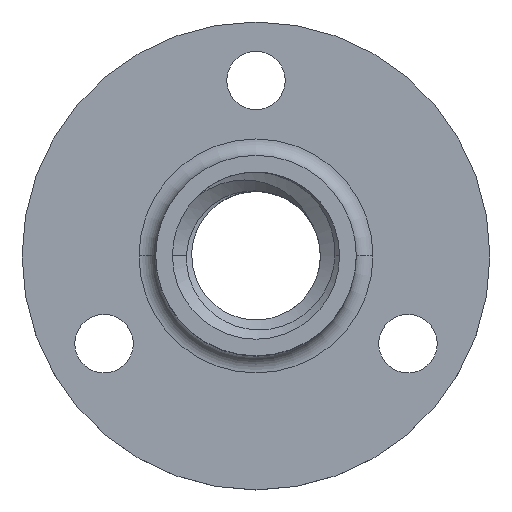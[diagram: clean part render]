
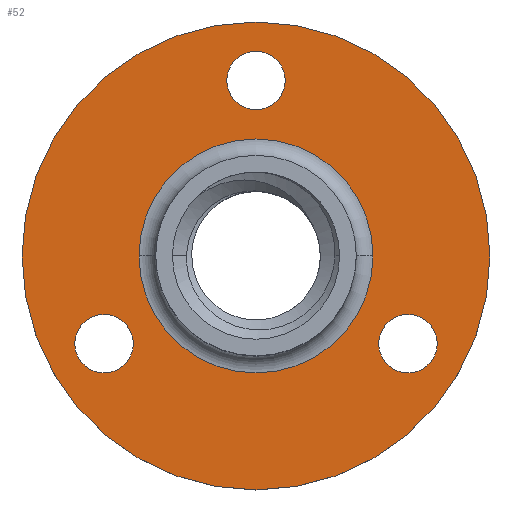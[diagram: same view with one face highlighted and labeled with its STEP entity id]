
A CAD part, top view. The second image highlights one B-rep face of the part: STEP entity #52.
In plain terms, the highlighted planar face has unit normal (0, 0, 1).
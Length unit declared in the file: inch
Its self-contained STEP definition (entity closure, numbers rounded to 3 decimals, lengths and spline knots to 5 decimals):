
#52 = ADVANCED_FACE ( 'NONE', ( #1887, #1874, #1872, #1869, #1883 ), #330, .T. ) ;
#141 = CARTESIAN_POINT ( 'NONE',  ( -0.05469, 0.32813, 0.0625 ) ) ;
#151 = CARTESIAN_POINT ( 'NONE',  ( 0., 0., 0.0625 ) ) ;
#170 = CARTESIAN_POINT ( 'NONE',  ( -0.33885, -0.16406, 0.0625 ) ) ;
#179 = CARTESIAN_POINT ( 'NONE',  ( 0., 0., 0.0625 ) ) ;
#201 = DIRECTION ( 'NONE',  ( 1., 0., 0. ) ) ;
#211 = CARTESIAN_POINT ( 'NONE',  ( 0.4375, 0., 0.0625 ) ) ;
#229 = DIRECTION ( 'NONE',  ( 0., 0., 1. ) ) ;
#233 = DIRECTION ( 'NONE',  ( 1., 0., 0. ) ) ;
#243 = CARTESIAN_POINT ( 'NONE',  ( 0.05469, 0.32813, 0.0625 ) ) ;
#248 = DIRECTION ( 'NONE',  ( 1., 0., 0. ) ) ;
#330 = PLANE ( 'NONE',  #1971 ) ;
#340 = CARTESIAN_POINT ( 'NONE',  ( -0.28416, -0.16406, 0.0625 ) ) ;
#347 = DIRECTION ( 'NONE',  ( 0., 0., -1. ) ) ;
#368 = DIRECTION ( 'NONE',  ( 1., 0., 0. ) ) ;
#390 = DIRECTION ( 'NONE',  ( 1., 0., 0. ) ) ;
#406 = DIRECTION ( 'NONE',  ( 1., 0., 0. ) ) ;
#418 = DIRECTION ( 'NONE',  ( 0., 0., -1. ) ) ;
#476 = DIRECTION ( 'NONE',  ( 1., 0., 0. ) ) ;
#477 = DIRECTION ( 'NONE',  ( 0., 0., -1. ) ) ;
#512 = CARTESIAN_POINT ( 'NONE',  ( 0.21875, 0., 0.0625 ) ) ;
#514 = CARTESIAN_POINT ( 'NONE',  ( 0.28416, -0.16406, 0.0625 ) ) ;
#520 = CARTESIAN_POINT ( 'NONE',  ( -0.21875, 0., 0.0625 ) ) ;
#521 = CARTESIAN_POINT ( 'NONE',  ( -0.28416, -0.16406, 0.0625 ) ) ;
#536 = CARTESIAN_POINT ( 'NONE',  ( 0., 0.32813, 0.0625 ) ) ;
#550 = CARTESIAN_POINT ( 'NONE',  ( 0.22948, -0.16406, 0.0625 ) ) ;
#585 = CARTESIAN_POINT ( 'NONE',  ( 0.28416, -0.16406, 0.0625 ) ) ;
#590 = DIRECTION ( 'NONE',  ( 1., 0., 0. ) ) ;
#592 = DIRECTION ( 'NONE',  ( 0., 0., 1. ) ) ;
#619 = CARTESIAN_POINT ( 'NONE',  ( -0.22948, -0.16406, 0.0625 ) ) ;
#641 = DIRECTION ( 'NONE',  ( 0., 0., -1. ) ) ;
#651 = DIRECTION ( 'NONE',  ( 0., 0., -1. ) ) ;
#709 = DIRECTION ( 'NONE',  ( 0., 0., -1. ) ) ;
#734 = CARTESIAN_POINT ( 'NONE',  ( 0., 0., 0.0625 ) ) ;
#736 = CARTESIAN_POINT ( 'NONE',  ( 0.33885, -0.16406, 0.0625 ) ) ;
#761 = DIRECTION ( 'NONE',  ( 0., 0., -1. ) ) ;
#857 = DIRECTION ( 'NONE',  ( 1., 0., 0. ) ) ;
#924 = DIRECTION ( 'NONE',  ( 1., 0., 0. ) ) ;
#946 = CARTESIAN_POINT ( 'NONE',  ( 0., 0., 0.0625 ) ) ;
#1037 = DIRECTION ( 'NONE',  ( 0., 0., 1. ) ) ;
#1096 = CARTESIAN_POINT ( 'NONE',  ( 0., 0., 0.0625 ) ) ;
#1134 = DIRECTION ( 'NONE',  ( 1., 0., 0. ) ) ;
#1135 = DIRECTION ( 'NONE',  ( 0., 0., -1. ) ) ;
#1203 = CARTESIAN_POINT ( 'NONE',  ( -0.4375, 0., 0.0625 ) ) ;
#1249 = CARTESIAN_POINT ( 'NONE',  ( 0., 0.32813, 0.0625 ) ) ;
#1417 = ORIENTED_EDGE ( 'NONE', *, *, #2140, .T. ) ;
#1426 = EDGE_LOOP ( 'NONE', ( #1530, #1601 ) ) ;
#1475 = ORIENTED_EDGE ( 'NONE', *, *, #2107, .T. ) ;
#1508 = ORIENTED_EDGE ( 'NONE', *, *, #2060, .T. ) ;
#1510 = EDGE_LOOP ( 'NONE', ( #1567, #1417 ) ) ;
#1530 = ORIENTED_EDGE ( 'NONE', *, *, #1943, .T. ) ;
#1545 = ORIENTED_EDGE ( 'NONE', *, *, #2063, .T. ) ;
#1560 = EDGE_LOOP ( 'NONE', ( #1475, #1576 ) ) ;
#1567 = ORIENTED_EDGE ( 'NONE', *, *, #2066, .T. ) ;
#1574 = EDGE_LOOP ( 'NONE', ( #1619, #1508 ) ) ;
#1576 = ORIENTED_EDGE ( 'NONE', *, *, #2064, .T. ) ;
#1601 = ORIENTED_EDGE ( 'NONE', *, *, #2097, .T. ) ;
#1619 = ORIENTED_EDGE ( 'NONE', *, *, #1998, .T. ) ;
#1620 = ORIENTED_EDGE ( 'NONE', *, *, #2114, .T. ) ;
#1669 = EDGE_LOOP ( 'NONE', ( #1620, #1545 ) ) ;
#1688 = CIRCLE ( 'NONE', #2071, 0.21875 ) ;
#1695 = CIRCLE ( 'NONE', #2117, 0.05469 ) ;
#1704 = CIRCLE ( 'NONE', #1962, 0.4375 ) ;
#1735 = CIRCLE ( 'NONE', #2057, 0.05469 ) ;
#1738 = CIRCLE ( 'NONE', #2027, 0.05469 ) ;
#1740 = CIRCLE ( 'NONE', #1954, 0.21875 ) ;
#1743 = CIRCLE ( 'NONE', #2126, 0.05469 ) ;
#1789 = CIRCLE ( 'NONE', #2072, 0.05469 ) ;
#1824 = CIRCLE ( 'NONE', #1931, 0.05469 ) ;
#1832 = CIRCLE ( 'NONE', #2034, 0.4375 ) ;
#1869 = FACE_BOUND ( 'NONE', #1574, .T. ) ;
#1872 = FACE_BOUND ( 'NONE', #1669, .T. ) ;
#1874 = FACE_OUTER_BOUND ( 'NONE', #1426, .T. ) ;
#1883 = FACE_BOUND ( 'NONE', #1560, .T. ) ;
#1887 = FACE_BOUND ( 'NONE', #1510, .T. ) ;
#1931 = AXIS2_PLACEMENT_3D ( 'NONE', #521, #418, #406 ) ;
#1943 = EDGE_CURVE ( 'NONE', #2257, #2262, #1832, .T. ) ;
#1954 = AXIS2_PLACEMENT_3D ( 'NONE', #734, #641, #201 ) ;
#1962 = AXIS2_PLACEMENT_3D ( 'NONE', #946, #229, #233 ) ;
#1971 = AXIS2_PLACEMENT_3D ( 'NONE', #151, #592, #248 ) ;
#1998 = EDGE_CURVE ( 'NONE', #2300, #2293, #1789, .T. ) ;
#2027 = AXIS2_PLACEMENT_3D ( 'NONE', #514, #651, #924 ) ;
#2034 = AXIS2_PLACEMENT_3D ( 'NONE', #1096, #1037, #390 ) ;
#2057 = AXIS2_PLACEMENT_3D ( 'NONE', #340, #1135, #1134 ) ;
#2060 = EDGE_CURVE ( 'NONE', #2293, #2300, #1743, .T. ) ;
#2063 = EDGE_CURVE ( 'NONE', #2252, #2254, #1740, .T. ) ;
#2064 = EDGE_CURVE ( 'NONE', #2219, #2229, #1738, .T. ) ;
#2066 = EDGE_CURVE ( 'NONE', #2298, #2291, #1735, .T. ) ;
#2071 = AXIS2_PLACEMENT_3D ( 'NONE', #179, #477, #476 ) ;
#2072 = AXIS2_PLACEMENT_3D ( 'NONE', #1249, #709, #857 ) ;
#2097 = EDGE_CURVE ( 'NONE', #2262, #2257, #1704, .T. ) ;
#2107 = EDGE_CURVE ( 'NONE', #2229, #2219, #1695, .T. ) ;
#2114 = EDGE_CURVE ( 'NONE', #2254, #2252, #1688, .T. ) ;
#2117 = AXIS2_PLACEMENT_3D ( 'NONE', #585, #761, #368 ) ;
#2126 = AXIS2_PLACEMENT_3D ( 'NONE', #536, #347, #590 ) ;
#2140 = EDGE_CURVE ( 'NONE', #2291, #2298, #1824, .T. ) ;
#2219 = VERTEX_POINT ( 'NONE', #736 ) ;
#2229 = VERTEX_POINT ( 'NONE', #550 ) ;
#2252 = VERTEX_POINT ( 'NONE', #520 ) ;
#2254 = VERTEX_POINT ( 'NONE', #512 ) ;
#2257 = VERTEX_POINT ( 'NONE', #1203 ) ;
#2262 = VERTEX_POINT ( 'NONE', #211 ) ;
#2291 = VERTEX_POINT ( 'NONE', #619 ) ;
#2293 = VERTEX_POINT ( 'NONE', #243 ) ;
#2298 = VERTEX_POINT ( 'NONE', #170 ) ;
#2300 = VERTEX_POINT ( 'NONE', #141 ) ;
